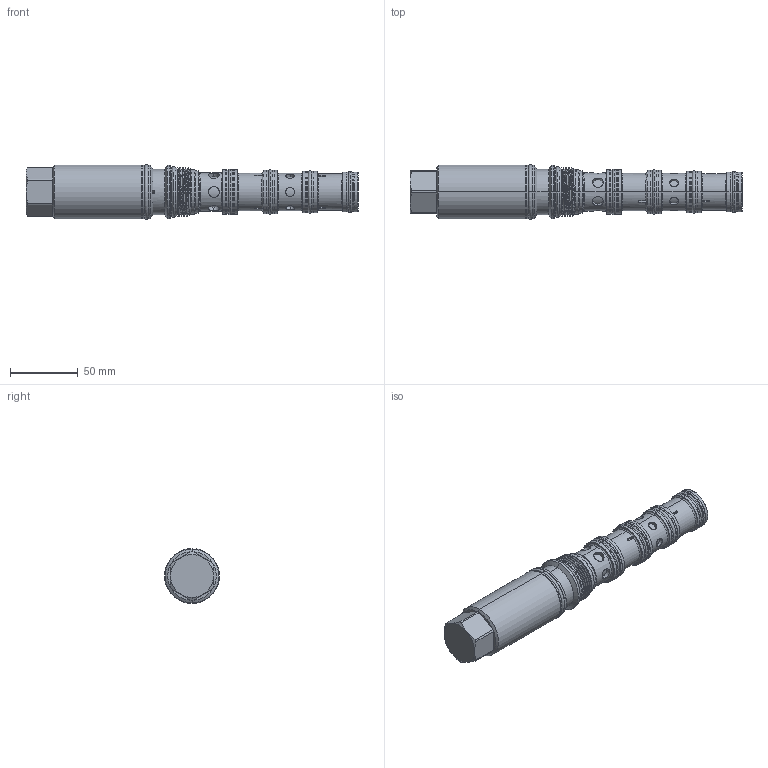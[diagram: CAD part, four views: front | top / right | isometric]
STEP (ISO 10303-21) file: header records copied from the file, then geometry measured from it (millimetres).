
FILE_DESCRIPTION (( 'STEP AP203' ), '1' );
FILE_NAME ('PDD53A6P22-N-045.STEP', '2020-09-17T02:43:53', ( '' ), ( '' ), 'SwSTEP 2.0', 'SolidWorks 2018', '' );
FILE_SCHEMA (( 'CONFIG_CONTROL_DESIGN' ));
Length unit declared in the file: millimetre
Products named in the file (1): PDD53A6P22-N-045
Bounding box: 244.46 x 40.39 x 40.39 mm (x, y, z)
Volume: 213094.7 mm3; surface area: 42595.3 mm2
Topology: 6 solids, 6 shells, 357 faces, 791 edges, 491 vertices
Faces by surface type: cylinder 183, plane 85, torus 47, cone 39, bspline 3
Entity records: 13328 total; most frequent: CARTESIAN_POINT 5339, DIRECTION 1726, ORIENTED_EDGE 1582, EDGE_CURVE 791, AXIS2_PLACEMENT_3D 728, VERTEX_POINT 491, EDGE_LOOP 414, CIRCLE 373
